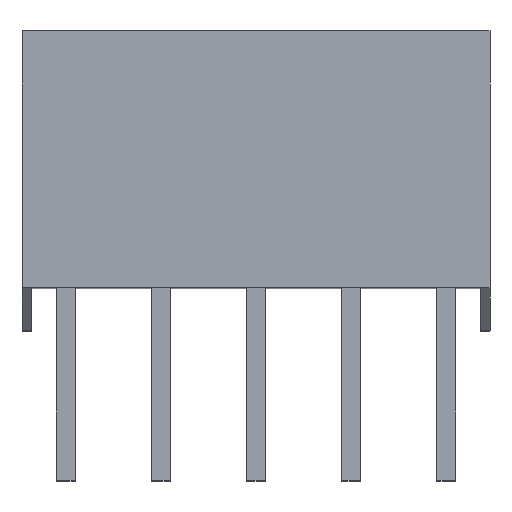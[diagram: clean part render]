
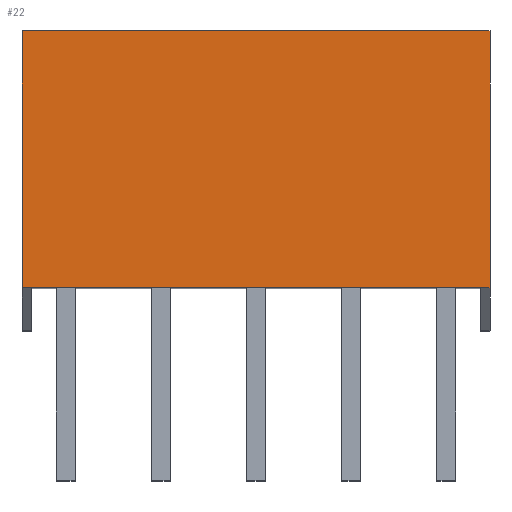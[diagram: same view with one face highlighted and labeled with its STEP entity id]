
A CAD part, top view. The second image highlights one B-rep face of the part: STEP entity #22.
In plain terms, the highlighted planar face has unit normal (0, 0, 1).
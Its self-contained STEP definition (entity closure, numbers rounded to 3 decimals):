
#14 = ORIENTED_EDGE ( 'NONE', *, *, #115, .T. ) ;
#15 = EDGE_LOOP ( 'NONE', ( #20, #14, #108, #114 ) ) ;
#20 = ORIENTED_EDGE ( 'NONE', *, *, #391, .T. ) ;
#22 = ADVANCED_FACE ( 'NONE', ( #1328 ), #1368, .F. ) ;
#108 = ORIENTED_EDGE ( 'NONE', *, *, #303, .T. ) ;
#114 = ORIENTED_EDGE ( 'NONE', *, *, #809, .F. ) ;
#115 = EDGE_CURVE ( 'NONE', #389, #297, #1603, .T. ) ;
#297 = VERTEX_POINT ( 'NONE', #1878 ) ;
#301 = VERTEX_POINT ( 'NONE', #1872 ) ;
#303 = EDGE_CURVE ( 'NONE', #297, #301, #1933, .T. ) ;
#388 = VERTEX_POINT ( 'NONE', #2013 ) ;
#389 = VERTEX_POINT ( 'NONE', #2012 ) ;
#391 = EDGE_CURVE ( 'NONE', #388, #389, #2011, .T. ) ;
#809 = EDGE_CURVE ( 'NONE', #388, #301, #2994, .T. ) ;
#1328 = FACE_OUTER_BOUND ( 'NONE', #15, .T. ) ;
#1363 = DIRECTION ( 'NONE',  ( -1., 0., 0. ) ) ;
#1364 = DIRECTION ( 'NONE',  ( 0., 0., -1. ) ) ;
#1365 = CARTESIAN_POINT ( 'NONE',  ( 0., -8., 8.51 ) ) ;
#1366 = AXIS2_PLACEMENT_3D ( 'NONE', #1365, #1364, #1363 ) ;
#1368 = PLANE ( 'NONE',  #1366 ) ;
#1600 = DIRECTION ( 'NONE',  ( 0., 1., 0. ) ) ;
#1601 = VECTOR ( 'NONE', #1600, 1000. ) ;
#1602 = CARTESIAN_POINT ( 'NONE',  ( 6.25, -8., 8.51 ) ) ;
#1603 = LINE ( 'NONE', #1602, #1601 ) ;
#1872 = CARTESIAN_POINT ( 'NONE',  ( -6.25, 0., 8.51 ) ) ;
#1878 = CARTESIAN_POINT ( 'NONE',  ( 6.25, 0., 8.51 ) ) ;
#1930 = DIRECTION ( 'NONE',  ( -1., 0., 0. ) ) ;
#1931 = VECTOR ( 'NONE', #1930, 1000. ) ;
#1932 = CARTESIAN_POINT ( 'NONE',  ( 0., 0., 8.51 ) ) ;
#1933 = LINE ( 'NONE', #1932, #1931 ) ;
#2008 = DIRECTION ( 'NONE',  ( 1., 0., 0. ) ) ;
#2009 = VECTOR ( 'NONE', #2008, 1000. ) ;
#2010 = CARTESIAN_POINT ( 'NONE',  ( 0., -6.86, 8.51 ) ) ;
#2011 = LINE ( 'NONE', #2010, #2009 ) ;
#2012 = CARTESIAN_POINT ( 'NONE',  ( 6.25, -6.86, 8.51 ) ) ;
#2013 = CARTESIAN_POINT ( 'NONE',  ( -6.25, -6.86, 8.51 ) ) ;
#2991 = DIRECTION ( 'NONE',  ( 0., 1., 0. ) ) ;
#2992 = VECTOR ( 'NONE', #2991, 1000. ) ;
#2993 = CARTESIAN_POINT ( 'NONE',  ( -6.25, -8., 8.51 ) ) ;
#2994 = LINE ( 'NONE', #2993, #2992 ) ;
